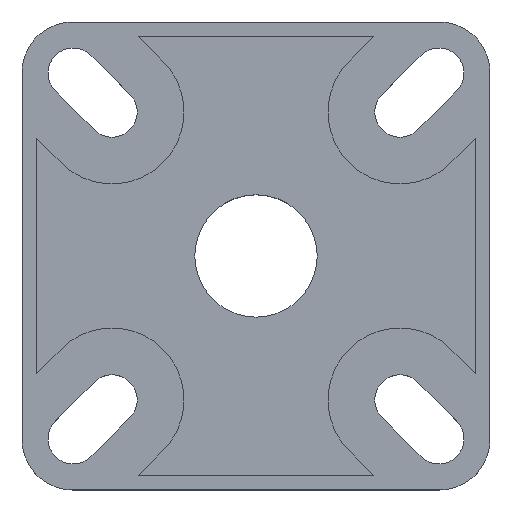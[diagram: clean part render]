
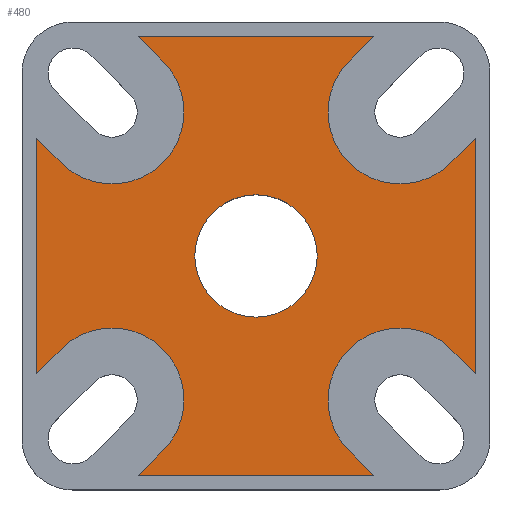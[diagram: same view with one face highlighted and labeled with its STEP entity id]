
A CAD part, top view. The second image highlights one B-rep face of the part: STEP entity #480.
In plain terms, the highlighted planar face has unit normal (0, 0, 1).
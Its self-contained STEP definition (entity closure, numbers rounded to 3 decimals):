
#102=PLANE('',#1687);
#131=FACE_BOUND('',#656,.T.);
#132=FACE_BOUND('',#657,.T.);
#182=CIRCLE('',#1680,10.);
#183=CIRCLE('',#1683,8.5);
#184=CIRCLE('',#1684,10.);
#185=CIRCLE('',#1685,10.);
#186=CIRCLE('',#1686,10.);
#272=LINE('',#3717,#384);
#275=LINE('',#3723,#387);
#277=LINE('',#3727,#389);
#280=LINE('',#3735,#392);
#281=LINE('',#3739,#393);
#282=LINE('',#3742,#394);
#283=LINE('',#3744,#395);
#284=LINE('',#3748,#396);
#285=LINE('',#3750,#397);
#286=LINE('',#3752,#398);
#287=LINE('',#3756,#399);
#288=LINE('',#3757,#400);
#384=VECTOR('',#1995,1.);
#387=VECTOR('',#2000,1.);
#389=VECTOR('',#2004,1.);
#392=VECTOR('',#2013,1.);
#393=VECTOR('',#2018,1.);
#394=VECTOR('',#2019,1.);
#395=VECTOR('',#2020,1.);
#396=VECTOR('',#2023,1.);
#397=VECTOR('',#2024,1.);
#398=VECTOR('',#2025,1.);
#399=VECTOR('',#2028,1.);
#400=VECTOR('',#2029,1.);
#480=ADVANCED_FACE('',(#131,#132),#102,.T.);
#656=EDGE_LOOP('',(#1052));
#657=EDGE_LOOP('',(#1053,#1054,#1055,#1056,#1057,#1058,#1059,#1060,#1061,
#1062,#1063,#1064,#1065,#1066,#1067,#1068));
#1052=ORIENTED_EDGE('',*,*,#1463,.T.);
#1053=ORIENTED_EDGE('',*,*,#1464,.T.);
#1054=ORIENTED_EDGE('',*,*,#1465,.F.);
#1055=ORIENTED_EDGE('',*,*,#1466,.T.);
#1056=ORIENTED_EDGE('',*,*,#1467,.T.);
#1057=ORIENTED_EDGE('',*,*,#1468,.T.);
#1058=ORIENTED_EDGE('',*,*,#1469,.F.);
#1059=ORIENTED_EDGE('',*,*,#1470,.T.);
#1060=ORIENTED_EDGE('',*,*,#1471,.T.);
#1061=ORIENTED_EDGE('',*,*,#1472,.T.);
#1062=ORIENTED_EDGE('',*,*,#1453,.T.);
#1063=ORIENTED_EDGE('',*,*,#1462,.T.);
#1064=ORIENTED_EDGE('',*,*,#1460,.T.);
#1065=ORIENTED_EDGE('',*,*,#1458,.T.);
#1066=ORIENTED_EDGE('',*,*,#1456,.T.);
#1067=ORIENTED_EDGE('',*,*,#1473,.T.);
#1068=ORIENTED_EDGE('',*,*,#1474,.T.);
#1246=VERTEX_POINT('',#3716);
#1247=VERTEX_POINT('',#3718);
#1248=VERTEX_POINT('',#3722);
#1249=VERTEX_POINT('',#3724);
#1250=VERTEX_POINT('',#3728);
#1251=VERTEX_POINT('',#3732);
#1252=VERTEX_POINT('',#3738);
#1253=VERTEX_POINT('',#3740);
#1254=VERTEX_POINT('',#3741);
#1255=VERTEX_POINT('',#3743);
#1256=VERTEX_POINT('',#3745);
#1257=VERTEX_POINT('',#3747);
#1258=VERTEX_POINT('',#3749);
#1259=VERTEX_POINT('',#3751);
#1260=VERTEX_POINT('',#3753);
#1261=VERTEX_POINT('',#3755);
#1262=VERTEX_POINT('',#3758);
#1453=EDGE_CURVE('',#1247,#1246,#272,.T.);
#1456=EDGE_CURVE('',#1249,#1248,#275,.T.);
#1458=EDGE_CURVE('',#1250,#1249,#277,.T.);
#1460=EDGE_CURVE('',#1251,#1250,#182,.T.);
#1462=EDGE_CURVE('',#1246,#1251,#280,.T.);
#1463=EDGE_CURVE('',#1252,#1252,#183,.T.);
#1464=EDGE_CURVE('',#1253,#1254,#281,.T.);
#1465=EDGE_CURVE('',#1255,#1254,#282,.T.);
#1466=EDGE_CURVE('',#1255,#1256,#283,.T.);
#1467=EDGE_CURVE('',#1256,#1257,#184,.T.);
#1468=EDGE_CURVE('',#1257,#1258,#284,.T.);
#1469=EDGE_CURVE('',#1259,#1258,#285,.T.);
#1470=EDGE_CURVE('',#1259,#1260,#286,.T.);
#1471=EDGE_CURVE('',#1260,#1261,#185,.T.);
#1472=EDGE_CURVE('',#1261,#1247,#287,.T.);
#1473=EDGE_CURVE('',#1248,#1262,#288,.T.);
#1474=EDGE_CURVE('',#1262,#1253,#186,.T.);
#1680=AXIS2_PLACEMENT_3D('',#3731,#2008,#2009);
#1683=AXIS2_PLACEMENT_3D('',#3737,#2016,#2017);
#1684=AXIS2_PLACEMENT_3D('',#3746,#2021,#2022);
#1685=AXIS2_PLACEMENT_3D('',#3754,#2026,#2027);
#1686=AXIS2_PLACEMENT_3D('',#3759,#2030,#2031);
#1687=AXIS2_PLACEMENT_3D('',#3760,#2032,#2033);
#1995=DIRECTION('',(0.,-1.,0.));
#2000=DIRECTION('',(1.,0.,0.));
#2004=DIRECTION('',(-0.707,-0.707,0.));
#2008=DIRECTION('',(0.,0.,-1.));
#2009=DIRECTION('',(1.,0.,0.));
#2013=DIRECTION('',(0.707,0.707,0.));
#2016=DIRECTION('',(0.,0.,-1.));
#2017=DIRECTION('',(0.,1.,0.));
#2018=DIRECTION('',(0.707,-0.707,0.));
#2019=DIRECTION('',(0.,-1.,0.));
#2020=DIRECTION('',(-0.707,-0.707,0.));
#2021=DIRECTION('',(0.,0.,-1.));
#2022=DIRECTION('',(-1.,0.,0.));
#2023=DIRECTION('',(0.707,0.707,0.));
#2024=DIRECTION('',(1.,0.,0.));
#2025=DIRECTION('',(0.707,-0.707,0.));
#2026=DIRECTION('',(0.,0.,-1.));
#2027=DIRECTION('',(0.,-1.,0.));
#2028=DIRECTION('',(-0.707,0.707,0.));
#2029=DIRECTION('',(-0.707,0.707,0.));
#2030=DIRECTION('',(0.,0.,-1.));
#2031=DIRECTION('',(0.,1.,0.));
#2032=DIRECTION('',(0.,0.,1.));
#2033=DIRECTION('',(0.,-1.,0.));
#3716=CARTESIAN_POINT('',(-30.5,-16.358,25.5));
#3717=CARTESIAN_POINT('',(-30.5,-16.358,25.5));
#3718=CARTESIAN_POINT('',(-30.5,16.358,25.5));
#3722=CARTESIAN_POINT('',(16.358,-30.5,25.5));
#3723=CARTESIAN_POINT('',(0.,-30.5,25.5));
#3724=CARTESIAN_POINT('',(-16.358,-30.5,25.5));
#3727=CARTESIAN_POINT('',(-16.358,-30.5,25.5));
#3728=CARTESIAN_POINT('',(-12.929,-27.071,25.5));
#3731=CARTESIAN_POINT('',(-20.,-20.,25.5));
#3732=CARTESIAN_POINT('',(-27.071,-12.929,25.5));
#3735=CARTESIAN_POINT('',(-27.071,-12.929,25.5));
#3737=CARTESIAN_POINT('',(0.,0.,25.5));
#3738=CARTESIAN_POINT('',(0.,8.5,25.5));
#3739=CARTESIAN_POINT('',(27.071,-12.929,25.5));
#3740=CARTESIAN_POINT('',(27.071,-12.929,25.5));
#3741=CARTESIAN_POINT('',(30.5,-16.358,25.5));
#3742=CARTESIAN_POINT('',(30.5,0.,25.5));
#3743=CARTESIAN_POINT('',(30.5,16.358,25.5));
#3744=CARTESIAN_POINT('',(30.5,16.358,25.5));
#3745=CARTESIAN_POINT('',(27.071,12.929,25.5));
#3746=CARTESIAN_POINT('',(20.,20.,25.5));
#3747=CARTESIAN_POINT('',(12.929,27.071,25.5));
#3748=CARTESIAN_POINT('',(12.929,27.071,25.5));
#3749=CARTESIAN_POINT('',(16.358,30.5,25.5));
#3750=CARTESIAN_POINT('',(0.,30.5,25.5));
#3751=CARTESIAN_POINT('',(-16.358,30.5,25.5));
#3752=CARTESIAN_POINT('',(-16.358,30.5,25.5));
#3753=CARTESIAN_POINT('',(-12.929,27.071,25.5));
#3754=CARTESIAN_POINT('',(-20.,20.,25.5));
#3755=CARTESIAN_POINT('',(-27.071,12.929,25.5));
#3756=CARTESIAN_POINT('',(-27.071,12.929,25.5));
#3757=CARTESIAN_POINT('',(16.358,-30.5,25.5));
#3758=CARTESIAN_POINT('',(12.929,-27.071,25.5));
#3759=CARTESIAN_POINT('',(20.,-20.,25.5));
#3760=CARTESIAN_POINT('',(-20.,-20.,25.5));
